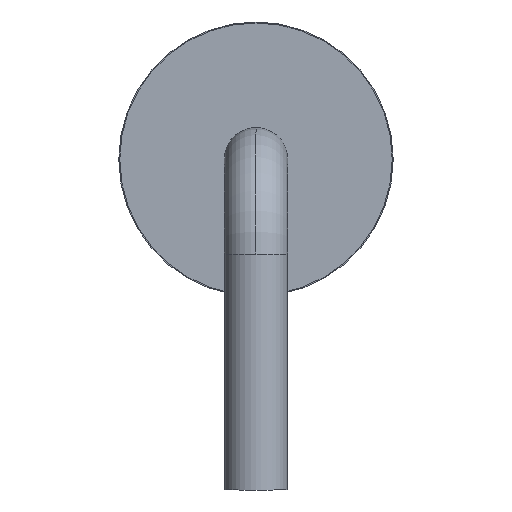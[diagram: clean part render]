
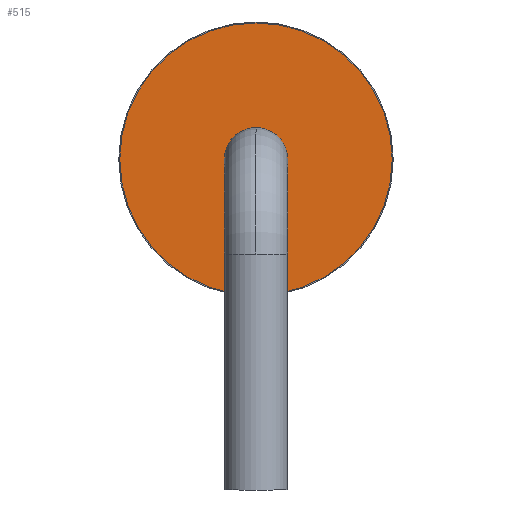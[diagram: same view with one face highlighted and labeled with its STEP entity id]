
A CAD part, left-side view. The second image highlights one B-rep face of the part: STEP entity #515.
In plain terms, the highlighted planar face has unit normal (-1, 0, 0).
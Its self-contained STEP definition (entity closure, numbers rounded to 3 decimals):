
#129 = VERTEX_POINT('',#130);
#130 = CARTESIAN_POINT('',(4.65,-0.64,2.89));
#136 = EDGE_CURVE('',#129,#137,#139,.T.);
#137 = VERTEX_POINT('',#138);
#138 = CARTESIAN_POINT('',(4.65,0.66,2.89));
#139 = CIRCLE('',#140,0.65);
#140 = AXIS2_PLACEMENT_3D('',#141,#142,#143);
#141 = CARTESIAN_POINT('',(4.65,0.01,2.89));
#142 = DIRECTION('',(-1.,0.,0.));
#143 = DIRECTION('',(0.,-1.,0.));
#273 = EDGE_CURVE('',#274,#276,#278,.T.);
#274 = VERTEX_POINT('',#275);
#275 = CARTESIAN_POINT('',(4.65,-2.79,2.89));
#276 = VERTEX_POINT('',#277);
#277 = CARTESIAN_POINT('',(4.65,2.81,2.89));
#278 = CIRCLE('',#279,2.8);
#279 = AXIS2_PLACEMENT_3D('',#280,#281,#282);
#280 = CARTESIAN_POINT('',(4.65,0.01,2.89));
#281 = DIRECTION('',(-1.,0.,0.));
#282 = DIRECTION('',(0.,-1.,0.));
#502 = EDGE_CURVE('',#276,#274,#503,.T.);
#503 = CIRCLE('',#504,2.8);
#504 = AXIS2_PLACEMENT_3D('',#505,#506,#507);
#505 = CARTESIAN_POINT('',(4.65,0.01,2.89));
#506 = DIRECTION('',(-1.,0.,0.));
#507 = DIRECTION('',(0.,-1.,0.));
#515 = ADVANCED_FACE('',(#516,#526),#530,.T.);
#516 = FACE_BOUND('',#517,.T.);
#517 = EDGE_LOOP('',(#518,#525));
#518 = ORIENTED_EDGE('',*,*,#519,.F.);
#519 = EDGE_CURVE('',#137,#129,#520,.T.);
#520 = CIRCLE('',#521,0.65);
#521 = AXIS2_PLACEMENT_3D('',#522,#523,#524);
#522 = CARTESIAN_POINT('',(4.65,0.01,2.89));
#523 = DIRECTION('',(-1.,0.,0.));
#524 = DIRECTION('',(0.,-1.,0.));
#525 = ORIENTED_EDGE('',*,*,#136,.F.);
#526 = FACE_BOUND('',#527,.T.);
#527 = EDGE_LOOP('',(#528,#529));
#528 = ORIENTED_EDGE('',*,*,#502,.T.);
#529 = ORIENTED_EDGE('',*,*,#273,.T.);
#530 = PLANE('',#531);
#531 = AXIS2_PLACEMENT_3D('',#532,#533,#534);
#532 = CARTESIAN_POINT('',(4.65,0.01,2.89));
#533 = DIRECTION('',(-1.,0.,0.));
#534 = DIRECTION('',(0.,-1.,0.));
